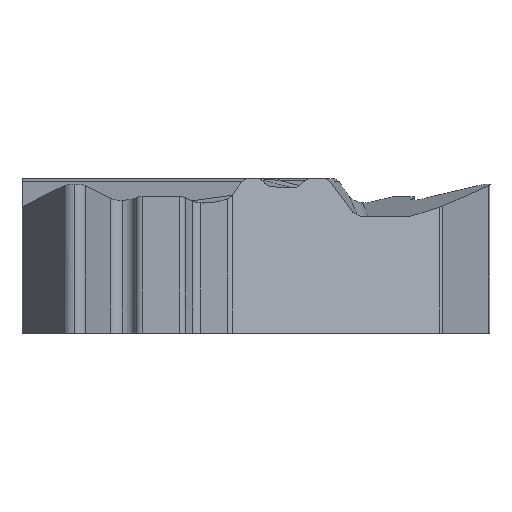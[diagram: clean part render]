
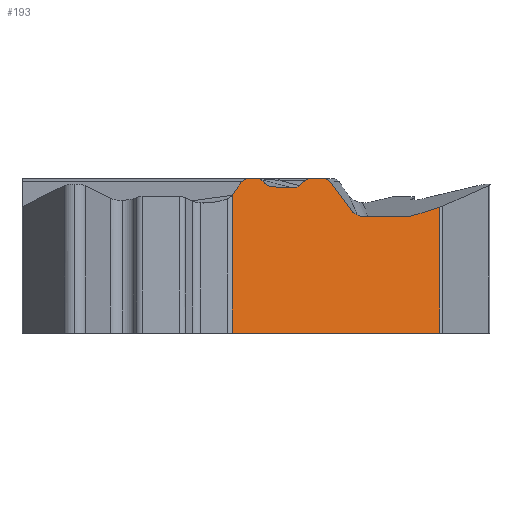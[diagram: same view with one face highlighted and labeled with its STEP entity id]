
A CAD part, front view. The second image highlights one B-rep face of the part: STEP entity #193.
In plain terms, the highlighted planar face has unit normal (0.5, -0.866, 0).
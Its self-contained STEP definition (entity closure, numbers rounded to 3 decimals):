
#193=ADVANCED_FACE('',(#353),#297,.F.);
#297=PLANE('',#2222);
#353=FACE_OUTER_BOUND('',#463,.T.);
#463=EDGE_LOOP('',(#722,#723,#724,#725,#726,#727,#728,#729,#730,#731,#732,
#733,#734,#735,#736,#737,#738,#739,#740,#741));
#584=ELLIPSE('',#2216,0.338,0.32);
#585=ELLIPSE('',#2217,0.392,0.32);
#586=ELLIPSE('',#2218,0.236,0.2);
#587=ELLIPSE('',#2219,0.167,0.15);
#588=ELLIPSE('',#2220,0.15,0.15);
#589=ELLIPSE('',#2221,0.227,0.2);
#722=ORIENTED_EDGE('',*,*,#1520,.F.);
#723=ORIENTED_EDGE('',*,*,#1521,.T.);
#724=ORIENTED_EDGE('',*,*,#1522,.T.);
#725=ORIENTED_EDGE('',*,*,#1523,.T.);
#726=ORIENTED_EDGE('',*,*,#1524,.F.);
#727=ORIENTED_EDGE('',*,*,#1525,.T.);
#728=ORIENTED_EDGE('',*,*,#1526,.T.);
#729=ORIENTED_EDGE('',*,*,#1527,.F.);
#730=ORIENTED_EDGE('',*,*,#1528,.F.);
#731=ORIENTED_EDGE('',*,*,#1529,.F.);
#732=ORIENTED_EDGE('',*,*,#1530,.T.);
#733=ORIENTED_EDGE('',*,*,#1531,.T.);
#734=ORIENTED_EDGE('',*,*,#1532,.T.);
#735=ORIENTED_EDGE('',*,*,#1533,.T.);
#736=ORIENTED_EDGE('',*,*,#1534,.T.);
#737=ORIENTED_EDGE('',*,*,#1535,.F.);
#738=ORIENTED_EDGE('',*,*,#1536,.F.);
#739=ORIENTED_EDGE('',*,*,#1537,.F.);
#740=ORIENTED_EDGE('',*,*,#1538,.T.);
#741=ORIENTED_EDGE('',*,*,#1539,.T.);
#1302=VERTEX_POINT('',#3730);
#1303=VERTEX_POINT('',#3731);
#1304=VERTEX_POINT('',#3733);
#1305=VERTEX_POINT('',#3735);
#1306=VERTEX_POINT('',#3737);
#1307=VERTEX_POINT('',#3739);
#1308=VERTEX_POINT('',#3741);
#1309=VERTEX_POINT('',#3743);
#1310=VERTEX_POINT('',#3745);
#1311=VERTEX_POINT('',#3747);
#1312=VERTEX_POINT('',#3749);
#1313=VERTEX_POINT('',#3751);
#1314=VERTEX_POINT('',#3762);
#1315=VERTEX_POINT('',#3764);
#1316=VERTEX_POINT('',#3778);
#1317=VERTEX_POINT('',#3780);
#1318=VERTEX_POINT('',#3782);
#1319=VERTEX_POINT('',#3784);
#1320=VERTEX_POINT('',#3786);
#1321=VERTEX_POINT('',#3788);
#1520=EDGE_CURVE('',#1302,#1303,#1790,.T.);
#1521=EDGE_CURVE('',#1302,#1304,#1791,.T.);
#1522=EDGE_CURVE('',#1304,#1305,#1792,.T.);
#1523=EDGE_CURVE('',#1305,#1306,#584,.T.);
#1524=EDGE_CURVE('',#1307,#1306,#1793,.T.);
#1525=EDGE_CURVE('',#1307,#1308,#585,.T.);
#1526=EDGE_CURVE('',#1308,#1309,#1794,.T.);
#1527=EDGE_CURVE('',#1310,#1309,#586,.T.);
#1528=EDGE_CURVE('',#1311,#1310,#1795,.T.);
#1529=EDGE_CURVE('',#1312,#1311,#587,.T.);
#1530=EDGE_CURVE('',#1312,#1313,#1796,.T.);
#1531=EDGE_CURVE('',#1313,#1314,#2125,.T.);
#1532=EDGE_CURVE('',#1314,#1315,#1797,.T.);
#1533=EDGE_CURVE('',#1315,#1316,#2126,.T.);
#1534=EDGE_CURVE('',#1316,#1317,#1798,.T.);
#1535=EDGE_CURVE('',#1318,#1317,#588,.T.);
#1536=EDGE_CURVE('',#1319,#1318,#1799,.T.);
#1537=EDGE_CURVE('',#1320,#1319,#589,.T.);
#1538=EDGE_CURVE('',#1320,#1321,#1800,.T.);
#1539=EDGE_CURVE('',#1321,#1303,#1801,.T.);
#1790=LINE('',#3729,#1976);
#1791=LINE('',#3732,#1977);
#1792=LINE('',#3734,#1978);
#1793=LINE('',#3738,#1979);
#1794=LINE('',#3742,#1980);
#1795=LINE('',#3746,#1981);
#1796=LINE('',#3750,#1982);
#1797=LINE('',#3763,#1983);
#1798=LINE('',#3779,#1984);
#1799=LINE('',#3783,#1985);
#1800=LINE('',#3787,#1986);
#1801=LINE('',#3789,#1987);
#1976=VECTOR('',#2540,1.);
#1977=VECTOR('',#2541,1.);
#1978=VECTOR('',#2542,1.);
#1979=VECTOR('',#2545,1.);
#1980=VECTOR('',#2548,1.);
#1981=VECTOR('',#2551,1.);
#1982=VECTOR('',#2554,1.);
#1983=VECTOR('',#2555,1.);
#1984=VECTOR('',#2556,1.);
#1985=VECTOR('',#2559,1.);
#1986=VECTOR('',#2562,1.);
#1987=VECTOR('',#2563,1.);
#2125=B_SPLINE_CURVE_WITH_KNOTS('',3,(#3752,#3753,#3754,#3755,#3756,#3757,
#3758,#3759,#3760,#3761),.UNSPECIFIED.,.F.,.F.,(4,3,3,4),(0.,0.474,
0.706,1.),.UNSPECIFIED.);
#2126=B_SPLINE_CURVE_WITH_KNOTS('',3,(#3765,#3766,#3767,#3768,#3769,#3770,
#3771,#3772,#3773,#3774,#3775,#3776,#3777),.UNSPECIFIED.,.F.,.F.,(4,3,3,
3,4),(0.,0.25,0.499,0.746,1.),
 .UNSPECIFIED.);
#2216=AXIS2_PLACEMENT_3D('',#3736,#2543,#2544);
#2217=AXIS2_PLACEMENT_3D('',#3740,#2546,#2547);
#2218=AXIS2_PLACEMENT_3D('',#3744,#2549,#2550);
#2219=AXIS2_PLACEMENT_3D('',#3748,#2552,#2553);
#2220=AXIS2_PLACEMENT_3D('',#3781,#2557,#2558);
#2221=AXIS2_PLACEMENT_3D('',#3785,#2560,#2561);
#2222=AXIS2_PLACEMENT_3D('',#3790,#2564,#2565);
#2540=DIRECTION('',(-0.866,-0.5,0.));
#2541=DIRECTION('',(0.,0.,1.));
#2542=DIRECTION('',(-0.837,-0.483,-0.259));
#2543=DIRECTION('',(-0.5,0.866,0.));
#2544=DIRECTION('',(-0.837,-0.483,-0.259));
#2545=DIRECTION('',(0.866,0.5,0.));
#2546=DIRECTION('',(-0.5,0.866,0.));
#2547=DIRECTION('',(-0.859,-0.496,0.124));
#2548=DIRECTION('',(-0.563,-0.325,0.759));
#2549=DIRECTION('',(-0.5,0.866,0.));
#2550=DIRECTION('',(0.866,0.5,0.));
#2551=DIRECTION('',(0.866,0.5,0.));
#2552=DIRECTION('',(-0.5,0.866,0.));
#2553=DIRECTION('',(-0.866,-0.5,0.));
#2554=DIRECTION('',(-0.687,-0.397,-0.608));
#2555=DIRECTION('',(-0.865,-0.499,0.049));
#2556=DIRECTION('',(-0.656,-0.378,0.653));
#2557=DIRECTION('',(-0.5,0.866,0.));
#2558=DIRECTION('',(0.866,0.5,0.));
#2559=DIRECTION('',(0.866,0.5,0.));
#2560=DIRECTION('',(-0.5,0.866,0.));
#2561=DIRECTION('',(0.866,0.5,0.));
#2562=DIRECTION('',(-0.55,-0.318,-0.772));
#2563=DIRECTION('',(0.,0.,-1.));
#2564=DIRECTION('',(-0.5,0.866,0.));
#2565=DIRECTION('',(-0.866,-0.5,0.));
#3729=CARTESIAN_POINT('',(8.733,-0.457,-3.97));
#3730=CARTESIAN_POINT('',(6.358,-1.828,-3.97));
#3731=CARTESIAN_POINT('',(0.831,-5.02,-3.97));
#3732=CARTESIAN_POINT('',(6.358,-1.828,0.));
#3733=CARTESIAN_POINT('',(6.358,-1.828,-0.618));
#3734=CARTESIAN_POINT('',(-3.145,-7.315,-3.559));
#3735=CARTESIAN_POINT('',(5.616,-2.257,-0.848));
#3736=CARTESIAN_POINT('',(5.545,-2.298,-0.539));
#3737=CARTESIAN_POINT('',(5.537,-2.303,-0.86));
#3738=CARTESIAN_POINT('',(-3.971,-7.792,-0.86));
#3739=CARTESIAN_POINT('',(4.303,-3.015,-0.86));
#3740=CARTESIAN_POINT('',(4.286,-3.025,-0.539));
#3741=CARTESIAN_POINT('',(4.012,-3.183,-0.715));
#3742=CARTESIAN_POINT('',(0.327,-5.31,4.252));
#3743=CARTESIAN_POINT('',(3.439,-3.514,0.058));
#3744=CARTESIAN_POINT('',(3.274,-3.609,-0.06));
#3745=CARTESIAN_POINT('',(3.274,-3.609,0.14));
#3746=CARTESIAN_POINT('',(-3.971,-7.792,0.14));
#3747=CARTESIAN_POINT('',(2.884,-3.834,0.14));
#3748=CARTESIAN_POINT('',(2.884,-3.834,-0.01));
#3749=CARTESIAN_POINT('',(2.79,-3.888,0.104));
#3750=CARTESIAN_POINT('',(-1.514,-6.373,-3.703));
#3751=CARTESIAN_POINT('',(2.626,-3.983,-0.041));
#3752=CARTESIAN_POINT('',(2.626,-3.983,-0.041));
#3753=CARTESIAN_POINT('',(2.603,-3.996,-0.061));
#3754=CARTESIAN_POINT('',(2.577,-4.011,-0.077));
#3755=CARTESIAN_POINT('',(2.55,-4.027,-0.087));
#3756=CARTESIAN_POINT('',(2.536,-4.035,-0.092));
#3757=CARTESIAN_POINT('',(2.522,-4.043,-0.096));
#3758=CARTESIAN_POINT('',(2.508,-4.051,-0.098));
#3759=CARTESIAN_POINT('',(2.49,-4.061,-0.102));
#3760=CARTESIAN_POINT('',(2.472,-4.072,-0.103));
#3761=CARTESIAN_POINT('',(2.454,-4.082,-0.102));
#3762=CARTESIAN_POINT('',(2.454,-4.082,-0.102));
#3763=CARTESIAN_POINT('',(8.714,-0.468,-0.453));
#3764=CARTESIAN_POINT('',(1.894,-4.406,-0.07));
#3765=CARTESIAN_POINT('',(1.894,-4.406,-0.07));
#3766=CARTESIAN_POINT('',(1.878,-4.415,-0.069));
#3767=CARTESIAN_POINT('',(1.863,-4.424,-0.067));
#3768=CARTESIAN_POINT('',(1.847,-4.433,-0.063));
#3769=CARTESIAN_POINT('',(1.832,-4.442,-0.059));
#3770=CARTESIAN_POINT('',(1.817,-4.45,-0.054));
#3771=CARTESIAN_POINT('',(1.802,-4.459,-0.047));
#3772=CARTESIAN_POINT('',(1.788,-4.467,-0.04));
#3773=CARTESIAN_POINT('',(1.774,-4.475,-0.032));
#3774=CARTESIAN_POINT('',(1.761,-4.483,-0.023));
#3775=CARTESIAN_POINT('',(1.747,-4.491,-0.013));
#3776=CARTESIAN_POINT('',(1.734,-4.498,-0.002));
#3777=CARTESIAN_POINT('',(1.722,-4.505,0.01));
#3778=CARTESIAN_POINT('',(1.722,-4.505,0.01));
#3779=CARTESIAN_POINT('',(5.744,-2.183,-3.999));
#3780=CARTESIAN_POINT('',(1.628,-4.559,0.104));
#3781=CARTESIAN_POINT('',(1.543,-4.608,-0.01));
#3782=CARTESIAN_POINT('',(1.543,-4.608,0.14));
#3783=CARTESIAN_POINT('',(8.733,-0.457,0.14));
#3784=CARTESIAN_POINT('',(1.241,-4.783,0.14));
#3785=CARTESIAN_POINT('',(1.241,-4.783,-0.06));
#3786=CARTESIAN_POINT('',(1.083,-4.874,0.058));
#3787=CARTESIAN_POINT('',(4.147,-3.105,4.358));
#3788=CARTESIAN_POINT('',(0.831,-5.02,-0.296));
#3789=CARTESIAN_POINT('',(0.831,-5.02,0.));
#3790=CARTESIAN_POINT('',(8.733,-0.457,0.));
